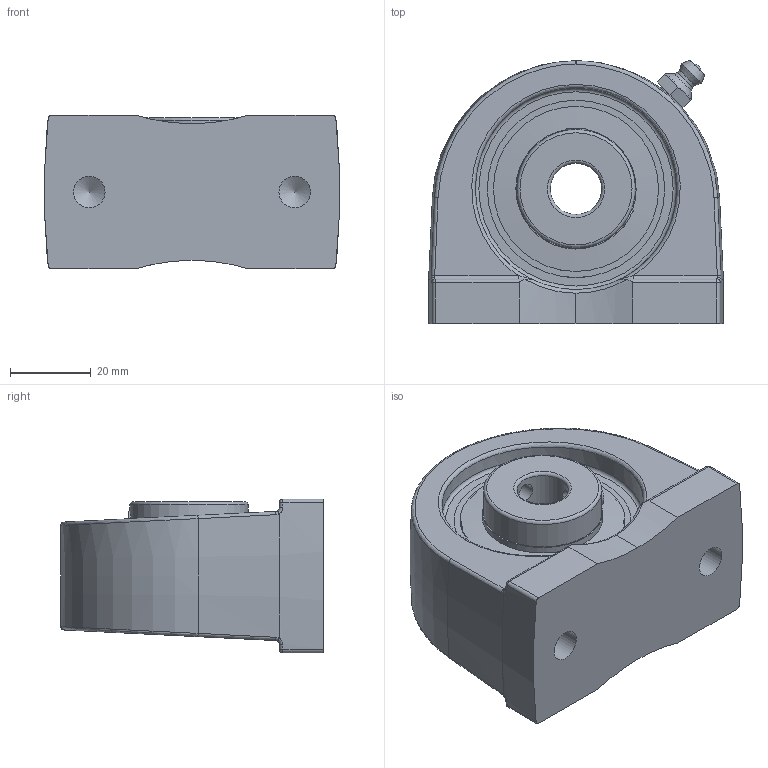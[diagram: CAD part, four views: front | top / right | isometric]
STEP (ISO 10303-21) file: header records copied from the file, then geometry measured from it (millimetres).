
FILE_DESCRIPTION(('HOOPS Exchange Step'),'2;1');
FILE_NAME('export-DB89E863-63B4-481E-BDC7-E67DBFDC0C0B.stp','2019-12-13T16:29:39+16:00',('ibuslach'),('Alibre'),'HOOPS Exchange 2019.2','Alibre','Unknown authorisation');
FILE_SCHEMA( ('AP242_MANAGED_MODEL_BASED_3D_ENGINEERING_MIM_LF {1 0 10303 442 1 1 4 }') );
Length unit declared in the file: centimetre
Products named in the file (7): MRN SPA 204; UCP ZERK 6mm; SUC 201 SHIELD; SUC 201 SS; SUC 201-8 RACES; MRN SUC 201-8; MRN SUCPA 201-8
Assembly tree (8 placements, depth 3):
  MRN SUCPA 201-8
    MRN SPA 204
    UCP ZERK 6mm
    MRN SUC 201-8
      SUC 201 SHIELD  x2
      SUC 201 SS  x2
      SUC 201-8 RACES
Bounding box: 72.85 x 65.12 x 38 mm (x, y, z)
Volume: 95713 mm3; surface area: 32519.9 mm2
Topology: 8 solids, 8 shells, 194 faces, 502 edges, 314 vertices
Faces by surface type: plane 55, cylinder 52, bspline 29, torus 21, cone 20, sphere 17
Full cylindrical faces by diameter (mm): 1.502 x2, 4.917 x4, 6 x2, 7.798 x2, 12.7 x1, 29.21 x3, 29.718 x2, 40 x1, 40.792 x2, 49.784 x2
Entity records: 12466 total; most frequent: CARTESIAN_POINT 8128, ORIENTED_EDGE 886, DIRECTION 868, EDGE_CURVE 443, AXIS2_PLACEMENT_3D 371, VERTEX_POINT 283, EDGE_LOOP 198, FACE_BOUND 198
